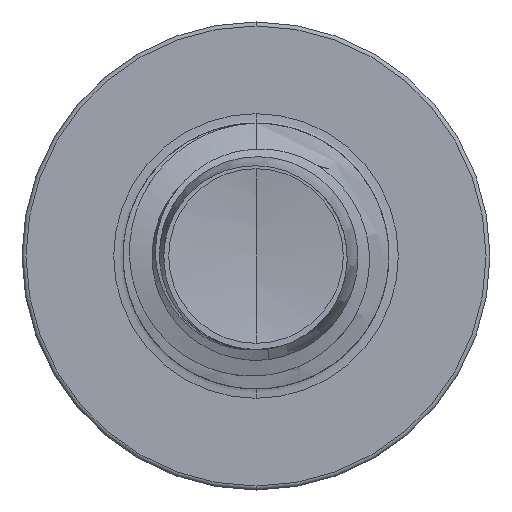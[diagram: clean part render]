
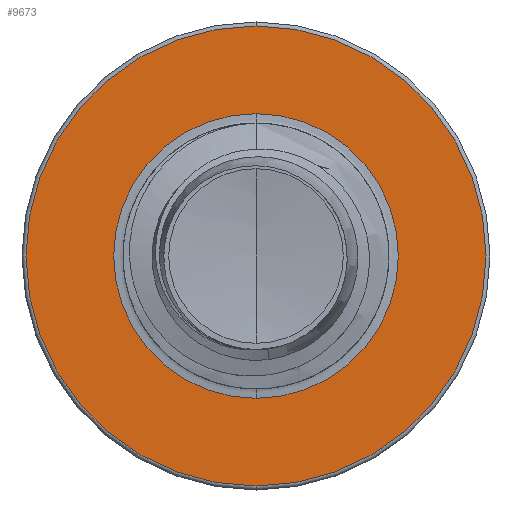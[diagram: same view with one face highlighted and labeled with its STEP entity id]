
A CAD part, front view. The second image highlights one B-rep face of the part: STEP entity #9673.
In plain terms, the highlighted planar face has unit normal (0, -1, 0).
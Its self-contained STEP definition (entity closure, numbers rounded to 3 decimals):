
#1053 = CARTESIAN_POINT ( 'NONE',  ( 0., 19., -4.325 ) ) ;
#1171 = DIRECTION ( 'NONE',  ( 0., 0., 1. ) ) ;
#1242 = EDGE_CURVE ( 'NONE', #23867, #31016, #3368, .T. ) ;
#2373 = DIRECTION ( 'NONE',  ( 0., 0., 1. ) ) ;
#3368 = CIRCLE ( 'NONE', #6909, 4.325 ) ;
#3751 = FACE_OUTER_BOUND ( 'NONE', #14775, .T. ) ;
#5924 = DIRECTION ( 'NONE',  ( 0., 1., 0. ) ) ;
#6909 = AXIS2_PLACEMENT_3D ( 'NONE', #37065, #19726, #2373 ) ;
#9673 = ADVANCED_FACE ( 'NONE', ( #3751, #26855 ), #13072, .F. ) ;
#10806 = AXIS2_PLACEMENT_3D ( 'NONE', #23283, #5924, #26173 ) ;
#11119 = EDGE_CURVE ( 'NONE', #27826, #31144, #21446, .T. ) ;
#11214 = CARTESIAN_POINT ( 'NONE',  ( 0., 19., 4.325 ) ) ;
#11607 = AXIS2_PLACEMENT_3D ( 'NONE', #35890, #18544, #1171 ) ;
#12184 = CIRCLE ( 'NONE', #11607, 4.325 ) ;
#13072 = PLANE ( 'NONE',  #17345 ) ;
#14775 = EDGE_LOOP ( 'NONE', ( #15648, #34331 ) ) ;
#15648 = ORIENTED_EDGE ( 'NONE', *, *, #28689, .F. ) ;
#16270 = CIRCLE ( 'NONE', #32997, 2.677 ) ;
#16484 = EDGE_LOOP ( 'NONE', ( #30867, #28804 ) ) ;
#16973 = CARTESIAN_POINT ( 'NONE',  ( 0., 19., 0. ) ) ;
#17345 = AXIS2_PLACEMENT_3D ( 'NONE', #33346, #36250, #18915 ) ;
#18544 = DIRECTION ( 'NONE',  ( 0., 1., 0. ) ) ;
#18915 = DIRECTION ( 'NONE',  ( 0., 0., 1. ) ) ;
#19726 = DIRECTION ( 'NONE',  ( 0., 1., 0. ) ) ;
#19900 = DIRECTION ( 'NONE',  ( 0., 0., 1. ) ) ;
#21446 = CIRCLE ( 'NONE', #10806, 2.677 ) ;
#23283 = CARTESIAN_POINT ( 'NONE',  ( 0., 19., 0. ) ) ;
#23867 = VERTEX_POINT ( 'NONE', #1053 ) ;
#26173 = DIRECTION ( 'NONE',  ( 0., 0., 1. ) ) ;
#26855 = FACE_BOUND ( 'NONE', #16484, .T. ) ;
#27826 = VERTEX_POINT ( 'NONE', #34493 ) ;
#28689 = EDGE_CURVE ( 'NONE', #31016, #23867, #12184, .T. ) ;
#28804 = ORIENTED_EDGE ( 'NONE', *, *, #29705, .T. ) ;
#29705 = EDGE_CURVE ( 'NONE', #31144, #27826, #16270, .T. ) ;
#30867 = ORIENTED_EDGE ( 'NONE', *, *, #11119, .T. ) ;
#31016 = VERTEX_POINT ( 'NONE', #11214 ) ;
#31144 = VERTEX_POINT ( 'NONE', #34775 ) ;
#32997 = AXIS2_PLACEMENT_3D ( 'NONE', #16973, #37238, #19900 ) ;
#33346 = CARTESIAN_POINT ( 'NONE',  ( 0., 19., -2.677 ) ) ;
#34331 = ORIENTED_EDGE ( 'NONE', *, *, #1242, .F. ) ;
#34493 = CARTESIAN_POINT ( 'NONE',  ( 0., 19., 2.677 ) ) ;
#34775 = CARTESIAN_POINT ( 'NONE',  ( 0., 19., -2.677 ) ) ;
#35890 = CARTESIAN_POINT ( 'NONE',  ( 0., 19., 0. ) ) ;
#36250 = DIRECTION ( 'NONE',  ( 0., 1., 0. ) ) ;
#37065 = CARTESIAN_POINT ( 'NONE',  ( 0., 19., 0. ) ) ;
#37238 = DIRECTION ( 'NONE',  ( 0., 1., 0. ) ) ;
